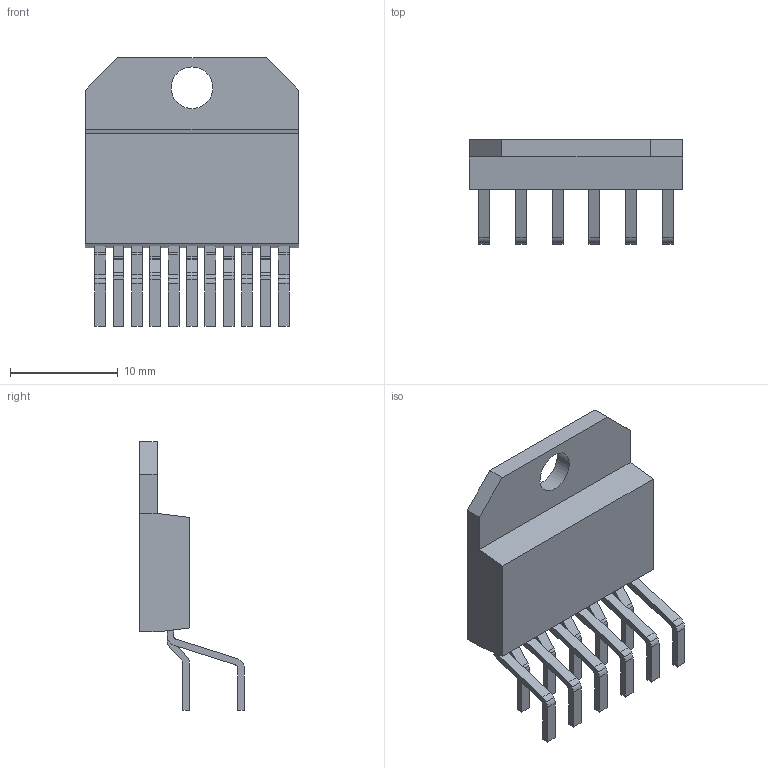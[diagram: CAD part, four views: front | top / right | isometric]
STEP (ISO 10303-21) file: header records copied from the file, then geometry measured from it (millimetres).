
FILE_DESCRIPTION((''),'2;1');
FILE_NAME('TO-220-11-V_3d.stp','2009-06-02T14:55:57',(''),(''),'Mechanical Desktop 2006','Mechanical Desktop 2006',', , ');
FILE_SCHEMA(('AUTOMOTIVE_DESIGN { 1 2 10303 214 0 1 1 1 }'));
Length unit declared in the file: millimetre
Products named in the file (1): Product
Bounding box: 19.76 x 9.67 x 24.89 mm (x, y, z)
Volume: 1223.9 mm3; surface area: 1774.6 mm2
Topology: 13 solids, 13 shells, 225 faces, 595 edges, 396 vertices
Faces by surface type: plane 135, cylinder 90
Entity records: 7037 total; most frequent: DIRECTION 1227, CARTESIAN_POINT 1217, ORIENTED_EDGE 1190, EDGE_CURVE 595, VECTOR 415, LINE 415, AXIS2_PLACEMENT_3D 406, VERTEX_POINT 396
